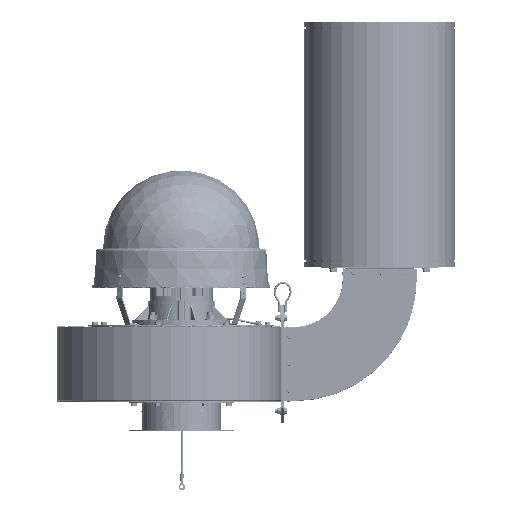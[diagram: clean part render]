
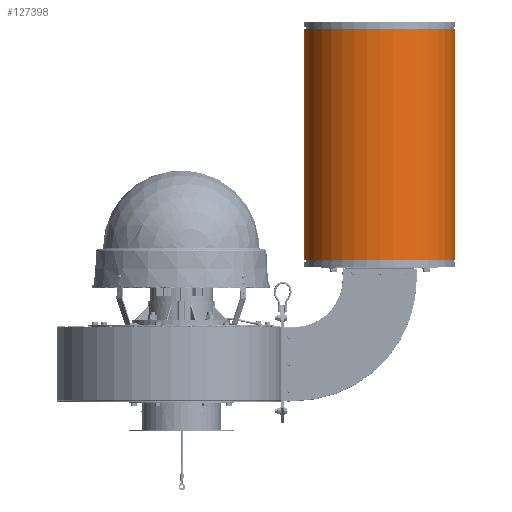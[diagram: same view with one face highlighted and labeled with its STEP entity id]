
A CAD part, front view. The second image highlights one B-rep face of the part: STEP entity #127398.
In plain terms, the highlighted cylindrical face has radius 154.25 mm (diameter 308.5 mm), a full revolution.
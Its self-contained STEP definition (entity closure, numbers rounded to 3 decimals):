
#17485=LINE('',#225224,#26750);
#26750=VECTOR('',#163314,154.25);
#29111=CYLINDRICAL_SURFACE('',#136701,154.25);
#35036=FACE_OUTER_BOUND('',#42766,.T.);
#42766=EDGE_LOOP('',(#106550,#106551,#106552,#106553,#106554,#106555));
#47962=CIRCLE('',#136698,154.25);
#47964=CIRCLE('',#136700,154.25);
#47965=CIRCLE('',#136702,154.25);
#47966=CIRCLE('',#136703,154.25);
#59332=VERTEX_POINT('',#225214);
#59333=VERTEX_POINT('',#225215);
#59334=VERTEX_POINT('',#225220);
#59335=VERTEX_POINT('',#225221);
#75595=EDGE_CURVE('',#59332,#59333,#47962,.T.);
#75597=EDGE_CURVE('',#59333,#59332,#47964,.T.);
#75598=EDGE_CURVE('',#59334,#59335,#47965,.T.);
#75599=EDGE_CURVE('',#59335,#59334,#47966,.T.);
#75600=EDGE_CURVE('',#59335,#59333,#17485,.T.);
#106550=ORIENTED_EDGE('',*,*,#75598,.F.);
#106551=ORIENTED_EDGE('',*,*,#75599,.F.);
#106552=ORIENTED_EDGE('',*,*,#75600,.T.);
#106553=ORIENTED_EDGE('',*,*,#75597,.T.);
#106554=ORIENTED_EDGE('',*,*,#75595,.T.);
#106555=ORIENTED_EDGE('',*,*,#75600,.F.);
#127398=ADVANCED_FACE('',(#35036),#29111,.T.);
#136698=AXIS2_PLACEMENT_3D('',#225216,#163302,#163303);
#136700=AXIS2_PLACEMENT_3D('',#225218,#163306,#163307);
#136701=AXIS2_PLACEMENT_3D('',#225219,#163308,#163309);
#136702=AXIS2_PLACEMENT_3D('',#225222,#163310,#163311);
#136703=AXIS2_PLACEMENT_3D('',#225223,#163312,#163313);
#163302=DIRECTION('center_axis',(0.,0.,
-1.));
#163303=DIRECTION('ref_axis',(-1.,0.,0.));
#163306=DIRECTION('center_axis',(0.,0.,
-1.));
#163307=DIRECTION('ref_axis',(-1.,0.,0.));
#163308=DIRECTION('center_axis',(0.,0.,
-1.));
#163309=DIRECTION('ref_axis',(-1.,0.,0.));
#163310=DIRECTION('center_axis',(0.,0.,
-1.));
#163311=DIRECTION('ref_axis',(-1.,0.,0.));
#163312=DIRECTION('center_axis',(0.,0.,
-1.));
#163313=DIRECTION('ref_axis',(-1.,0.,0.));
#163314=DIRECTION('',(0.,0.,1.));
#225214=CARTESIAN_POINT('',(405.7,37.8,609.55));
#225215=CARTESIAN_POINT('',(559.95,192.05,609.55));
#225216=CARTESIAN_POINT('Origin',(405.7,192.05,609.55));
#225218=CARTESIAN_POINT('Origin',(405.7,192.05,609.55));
#225219=CARTESIAN_POINT('Origin',(405.7,192.05,373.8));
#225220=CARTESIAN_POINT('',(405.7,37.8,138.05));
#225221=CARTESIAN_POINT('',(559.95,192.05,138.05));
#225222=CARTESIAN_POINT('Origin',(405.7,192.05,138.05));
#225223=CARTESIAN_POINT('Origin',(405.7,192.05,138.05));
#225224=CARTESIAN_POINT('',(559.95,192.05,373.8));
